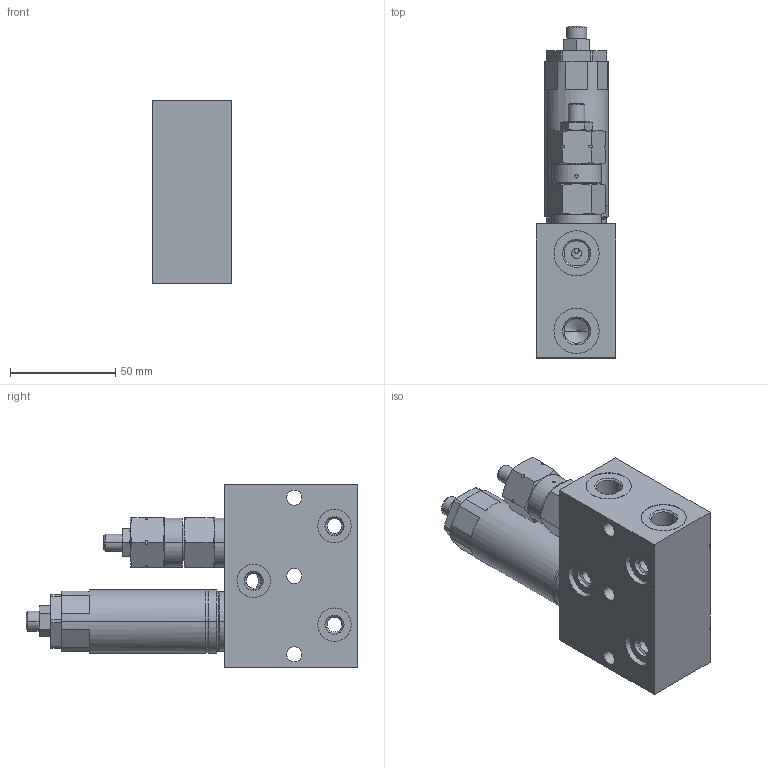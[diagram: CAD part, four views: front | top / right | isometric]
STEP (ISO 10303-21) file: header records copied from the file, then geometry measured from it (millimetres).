
FILE_DESCRIPTION((''),'2;1');
FILE_NAME('ILCM47094000','2014-07-07T',('dg'),(''),'PRO/ENGINEER BY PARAMETRIC TECHNOLOGY CORPORATION, 2013320','PRO/ENGINEER BY PARAMETRIC TECHNOLOGY CORPORATION, 2013320','');
FILE_SCHEMA(('CONFIG_CONTROL_DESIGN'));
Length unit declared in the file: millimetre
Products named in the file (1): ILCM47094000
Bounding box: 37.59 x 157.56 x 87.12 mm (x, y, z)
Volume: 259158.7 mm3; surface area: 50068 mm2
Topology: 2 solids, 2 shells, 353 faces, 839 edges, 525 vertices
Faces by surface type: cylinder 135, plane 111, cone 89, torus 18
Entity records: 11179 total; most frequent: CARTESIAN_POINT 2943, DIRECTION 1744, ORIENTED_EDGE 1670, EDGE_CURVE 835, AXIS2_PLACEMENT_3D 703, VERTEX_POINT 525, EDGE_LOOP 416, FACE_OUTER_BOUND 353
